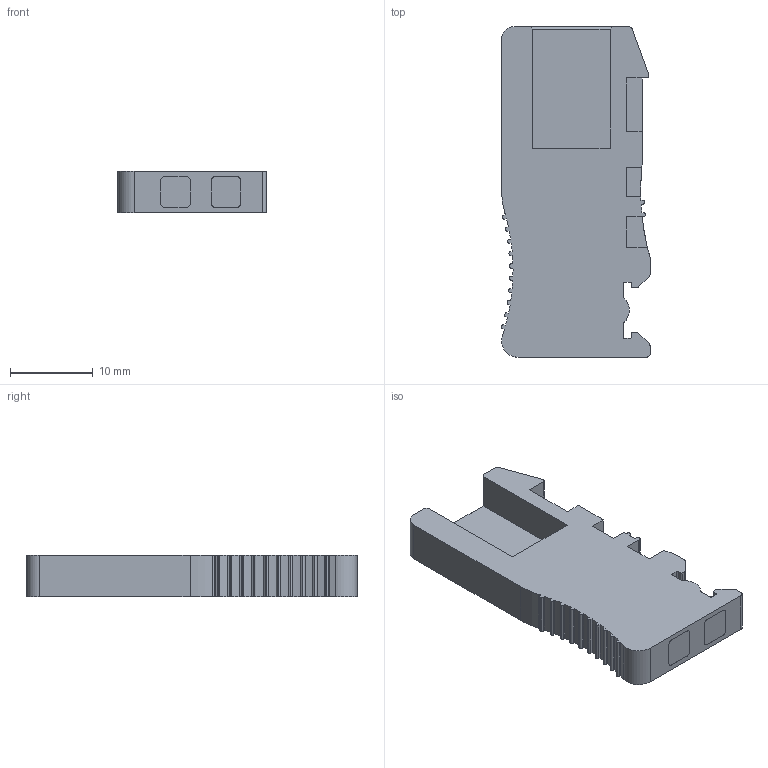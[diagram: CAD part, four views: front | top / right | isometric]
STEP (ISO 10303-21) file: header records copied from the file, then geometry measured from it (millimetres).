
FILE_DESCRIPTION (( 'STEP AP203' ), '1' );
FILE_NAME ('CX2.5SN.STEP', '2024-12-05T08:13:42', ( '' ), ( '' ), 'SwSTEP 2.0', 'SolidWorks 2022', '' );
FILE_SCHEMA (( 'CONFIG_CONTROL_DESIGN' ));
Length unit declared in the file: millimetre
Products named in the file (1): CX2.5SN
Bounding box: 18.01 x 40 x 5 mm (x, y, z)
Volume: 2575.6 mm3; surface area: 2131.6 mm2
Topology: 1 solids, 1 shells, 157 faces, 457 edges, 304 vertices
Faces by surface type: plane 84, cylinder 73
Entity records: 5301 total; most frequent: DIRECTION 922, CARTESIAN_POINT 919, ORIENTED_EDGE 914, EDGE_CURVE 457, LINE 308, VECTOR 308, AXIS2_PLACEMENT_3D 307, VERTEX_POINT 304
